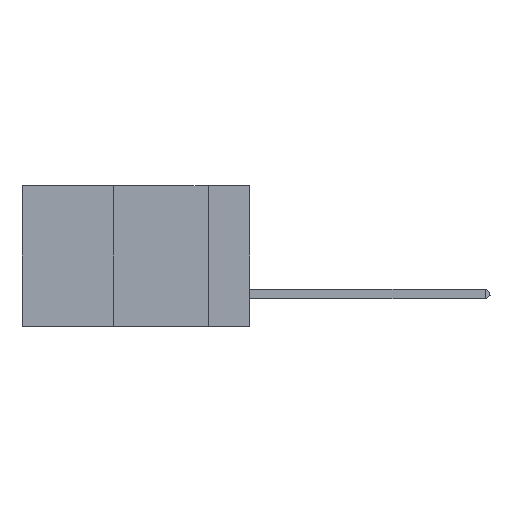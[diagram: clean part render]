
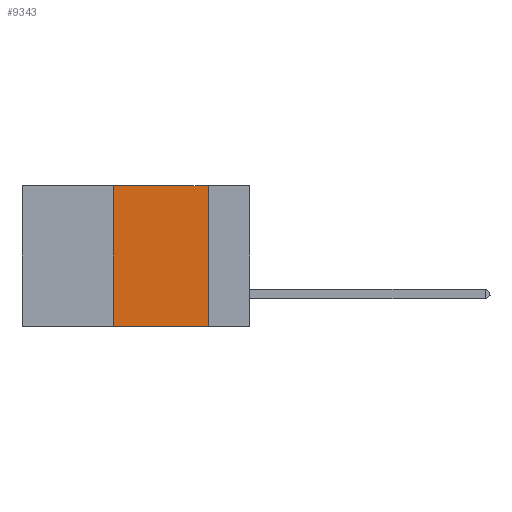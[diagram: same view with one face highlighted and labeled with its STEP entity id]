
A CAD part, left-side view. The second image highlights one B-rep face of the part: STEP entity #9343.
In plain terms, the highlighted planar face has unit normal (-1, 0, 0).
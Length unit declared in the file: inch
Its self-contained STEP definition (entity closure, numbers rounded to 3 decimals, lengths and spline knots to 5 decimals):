
#660 = EDGE_CURVE ( 'NONE', #7210, #7682, #4564, .T. ) ;
#887 = LINE ( 'NONE', #6619, #2061 ) ;
#957 = DIRECTION ( 'NONE',  ( 1., 0., 0. ) ) ;
#1328 = CARTESIAN_POINT ( 'NONE',  ( 0., 0.11, 0. ) ) ;
#1791 = CARTESIAN_POINT ( 'NONE',  ( 0., 0.11, -0.37 ) ) ;
#2061 = VECTOR ( 'NONE', #2558, 39.37008 ) ;
#2558 = DIRECTION ( 'NONE',  ( 0., -1., 0. ) ) ;
#3002 = DIRECTION ( 'NONE',  ( 0., -1., 0. ) ) ;
#3159 = EDGE_CURVE ( 'NONE', #7682, #6080, #6586, .T. ) ;
#3930 = FACE_OUTER_BOUND ( 'NONE', #6192, .T. ) ;
#4564 = LINE ( 'NONE', #7936, #5483 ) ;
#5014 = ORIENTED_EDGE ( 'NONE', *, *, #6145, .F. ) ;
#5102 = EDGE_CURVE ( 'NONE', #10454, #6080, #887, .T. ) ;
#5483 = VECTOR ( 'NONE', #3002, 39.37008 ) ;
#5926 = VECTOR ( 'NONE', #6142, 39.37008 ) ;
#6080 = VERTEX_POINT ( 'NONE', #1791 ) ;
#6142 = DIRECTION ( 'NONE',  ( 0., 0., 1. ) ) ;
#6145 = EDGE_CURVE ( 'NONE', #10454, #7210, #8514, .T. ) ;
#6192 = EDGE_LOOP ( 'NONE', ( #7497, #10263, #5014, #9864 ) ) ;
#6225 = CARTESIAN_POINT ( 'NONE',  ( 0., 0.36, 0. ) ) ;
#6586 = LINE ( 'NONE', #1328, #6842 ) ;
#6619 = CARTESIAN_POINT ( 'NONE',  ( 0., 0.6, -0.37 ) ) ;
#6842 = VECTOR ( 'NONE', #8023, 39.37008 ) ;
#7122 = CARTESIAN_POINT ( 'NONE',  ( 0., 0.36, 0. ) ) ;
#7210 = VERTEX_POINT ( 'NONE', #7122 ) ;
#7234 = CARTESIAN_POINT ( 'NONE',  ( 0., 0.36, -0.37 ) ) ;
#7497 = ORIENTED_EDGE ( 'NONE', *, *, #3159, .F. ) ;
#7571 = PLANE ( 'NONE',  #10490 ) ;
#7682 = VERTEX_POINT ( 'NONE', #7722 ) ;
#7722 = CARTESIAN_POINT ( 'NONE',  ( 0., 0.11, 0. ) ) ;
#7936 = CARTESIAN_POINT ( 'NONE',  ( 0., 0.6, 0. ) ) ;
#8023 = DIRECTION ( 'NONE',  ( 0., 0., -1. ) ) ;
#8324 = CARTESIAN_POINT ( 'NONE',  ( 0., 0.6, 0. ) ) ;
#8514 = LINE ( 'NONE', #6225, #5926 ) ;
#9343 = ADVANCED_FACE ( 'NONE', ( #3930 ), #7571, .F. ) ;
#9864 = ORIENTED_EDGE ( 'NONE', *, *, #5102, .T. ) ;
#9954 = DIRECTION ( 'NONE',  ( 0., 0., -1. ) ) ;
#10263 = ORIENTED_EDGE ( 'NONE', *, *, #660, .F. ) ;
#10454 = VERTEX_POINT ( 'NONE', #7234 ) ;
#10490 = AXIS2_PLACEMENT_3D ( 'NONE', #8324, #957, #9954 ) ;
